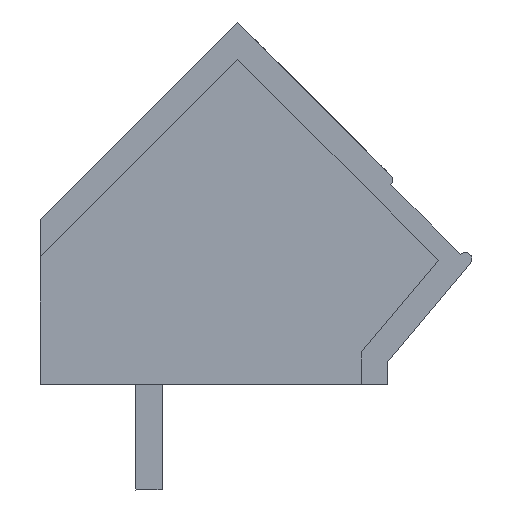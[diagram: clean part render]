
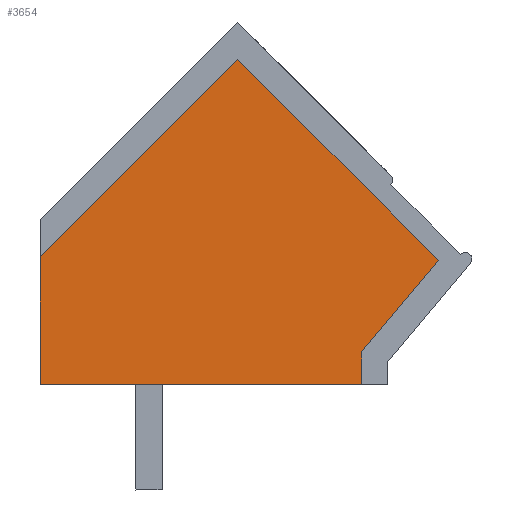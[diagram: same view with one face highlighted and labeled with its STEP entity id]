
A CAD part, left-side view. The second image highlights one B-rep face of the part: STEP entity #3654.
In plain terms, the highlighted planar face has unit normal (-1, 0, 0).
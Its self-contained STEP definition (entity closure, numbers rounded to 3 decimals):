
#3644=AXIS2_PLACEMENT_3D('Plane Axis2P3D',#3641,#3642,#3643) ;
#468=CARTESIAN_POINT('Vertex',(0.3,3.346,3.2)) ;
#471=CARTESIAN_POINT('Line Origine',(0.3,8.223,3.2)) ;
#475=CARTESIAN_POINT('Vertex',(0.3,13.1,3.2)) ;
#1794=CARTESIAN_POINT('Line Origine',(0.3,13.1,5.139)) ;
#1798=CARTESIAN_POINT('Vertex',(0.3,13.1,7.078)) ;
#1876=CARTESIAN_POINT('Line Origine',(0.3,10.105,10.073)) ;
#1880=CARTESIAN_POINT('Vertex',(0.3,7.11,13.069)) ;
#1901=CARTESIAN_POINT('Line Origine',(0.3,4.061,10.02)) ;
#1905=CARTESIAN_POINT('Vertex',(0.3,1.013,6.972)) ;
#1926=CARTESIAN_POINT('Line Origine',(0.3,2.18,5.582)) ;
#1930=CARTESIAN_POINT('Vertex',(0.3,3.346,4.191)) ;
#1951=CARTESIAN_POINT('Line Origine',(0.3,3.346,3.696)) ;
#3641=CARTESIAN_POINT('Axis2P3D Location',(0.3,4.168,11.258)) ;
#472=DIRECTION('Vector Direction',(0.,-1.,0.)) ;
#1795=DIRECTION('Vector Direction',(0.,0.,-1.)) ;
#1877=DIRECTION('Vector Direction',(0.,-0.707,0.707)) ;
#1902=DIRECTION('Vector Direction',(0.,-0.707,-0.707)) ;
#1927=DIRECTION('Vector Direction',(0.,0.643,-0.766)) ;
#1952=DIRECTION('Vector Direction',(0.,0.,-1.)) ;
#3642=DIRECTION('Axis2P3D Direction',(-1.,-0.,0.)) ;
#3643=DIRECTION('Axis2P3D XDirection',(0.,-0.707,-0.707)) ;
#473=VECTOR('Line Direction',#472,1.) ;
#1796=VECTOR('Line Direction',#1795,1.) ;
#1878=VECTOR('Line Direction',#1877,1.) ;
#1903=VECTOR('Line Direction',#1902,1.) ;
#1928=VECTOR('Line Direction',#1927,1.) ;
#1953=VECTOR('Line Direction',#1952,1.) ;
#3647=ORIENTED_EDGE('',*,*,#1882,.F.) ;
#3648=ORIENTED_EDGE('',*,*,#1800,.T.) ;
#3649=ORIENTED_EDGE('',*,*,#477,.T.) ;
#3650=ORIENTED_EDGE('',*,*,#1955,.F.) ;
#3651=ORIENTED_EDGE('',*,*,#1932,.F.) ;
#3652=ORIENTED_EDGE('',*,*,#1907,.F.) ;
#3654=ADVANCED_FACE('HOUSING',(#3653),#3645,.T.) ;
#477=EDGE_CURVE('',#476,#469,#474,.T.) ;
#1800=EDGE_CURVE('',#1799,#476,#1797,.T.) ;
#1882=EDGE_CURVE('',#1799,#1881,#1879,.T.) ;
#1907=EDGE_CURVE('',#1881,#1906,#1904,.T.) ;
#1932=EDGE_CURVE('',#1906,#1931,#1929,.T.) ;
#1955=EDGE_CURVE('',#1931,#469,#1954,.T.) ;
#3646=EDGE_LOOP('',(#3647,#3648,#3649,#3650,#3651,#3652)) ;
#3653=FACE_OUTER_BOUND('',#3646,.T.) ;
#474=LINE('Line',#471,#473) ;
#1797=LINE('Line',#1794,#1796) ;
#1879=LINE('Line',#1876,#1878) ;
#1904=LINE('Line',#1901,#1903) ;
#1929=LINE('Line',#1926,#1928) ;
#1954=LINE('Line',#1951,#1953) ;
#3645=PLANE('',#3644) ;
#469=VERTEX_POINT('',#468) ;
#476=VERTEX_POINT('',#475) ;
#1799=VERTEX_POINT('',#1798) ;
#1881=VERTEX_POINT('',#1880) ;
#1906=VERTEX_POINT('',#1905) ;
#1931=VERTEX_POINT('',#1930) ;
